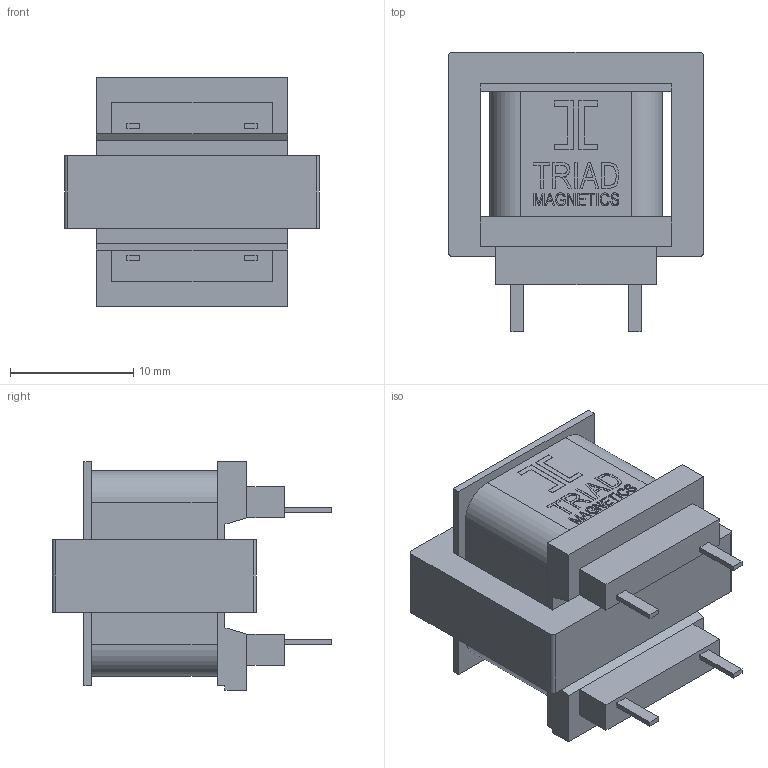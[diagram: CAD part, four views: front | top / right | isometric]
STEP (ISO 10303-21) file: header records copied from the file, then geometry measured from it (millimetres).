
FILE_DESCRIPTION (( 'STEP AP214' ), '1' );
FILE_NAME ('TY-311P.STEP', '2013-12-06T08:29:55', ( '' ), ( '' ), 'SwSTEP 2.0', 'SolidWorks 2013', '' );
FILE_SCHEMA (( 'AUTOMOTIVE_DESIGN' ));
Length unit declared in the file: inch
Products named in the file (1): TY-311P
Bounding box: 20.62 x 22.61 x 18.54 mm (x, y, z)
Volume: 4098.1 mm3; surface area: 2396.3 mm2
Topology: 1 solids, 1 shells, 271 faces, 720 edges, 476 vertices
Faces by surface type: plane 212, bspline 49, cylinder 10
Entity records: 14511 total; most frequent: CARTESIAN_POINT 4565, ORIENTED_EDGE 1440, DIRECTION 1088, EDGE_CURVE 720, VECTOR 602, LINE 602, VERTEX_POINT 476, EDGE_LOOP 300
